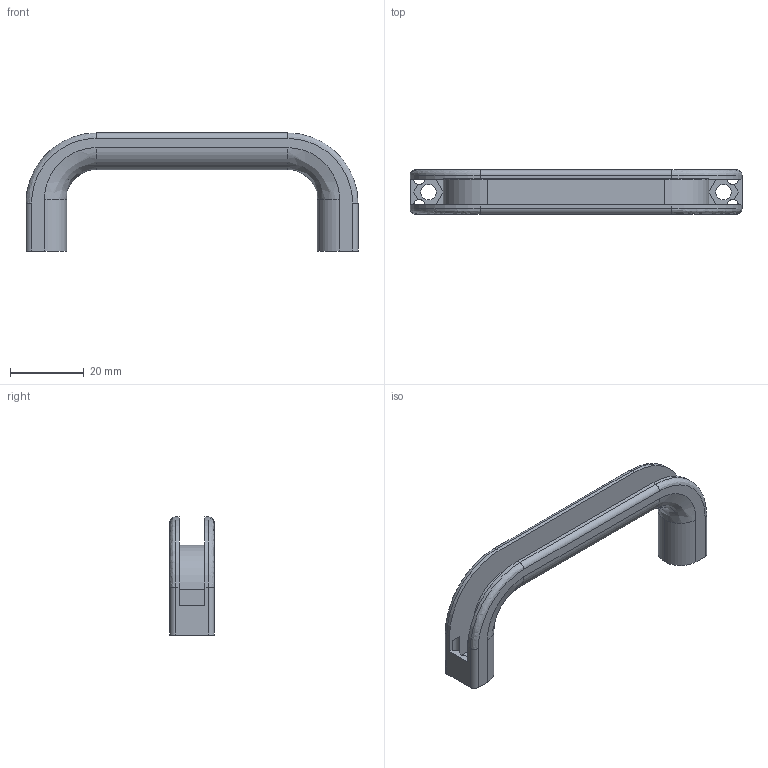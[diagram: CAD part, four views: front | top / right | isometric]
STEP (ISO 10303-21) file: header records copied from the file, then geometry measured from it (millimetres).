
FILE_DESCRIPTION (( 'STEP AP203' ), '1' );
FILE_NAME ('402750014_c_1.STEP', '2023-03-31T04:10:13', ( '' ), ( '' ), 'SwSTEP 2.0', 'SolidWorks 2014', '' );
FILE_SCHEMA (( 'CONFIG_CONTROL_DESIGN' ));
Length unit declared in the file: millimetre
Products named in the file (1): 402750014_c_1
Bounding box: 90 x 12 x 32 mm (x, y, z)
Volume: 6338.6 mm3; surface area: 7126.5 mm2
Topology: 1 solids, 1 shells, 69 faces, 193 edges, 122 vertices
Faces by surface type: plane 35, cylinder 28, bspline 6
Entity records: 2692 total; most frequent: CARTESIAN_POINT 811, ORIENTED_EDGE 386, DIRECTION 373, EDGE_CURVE 193, LINE 125, VECTOR 125, AXIS2_PLACEMENT_3D 124, VERTEX_POINT 122
